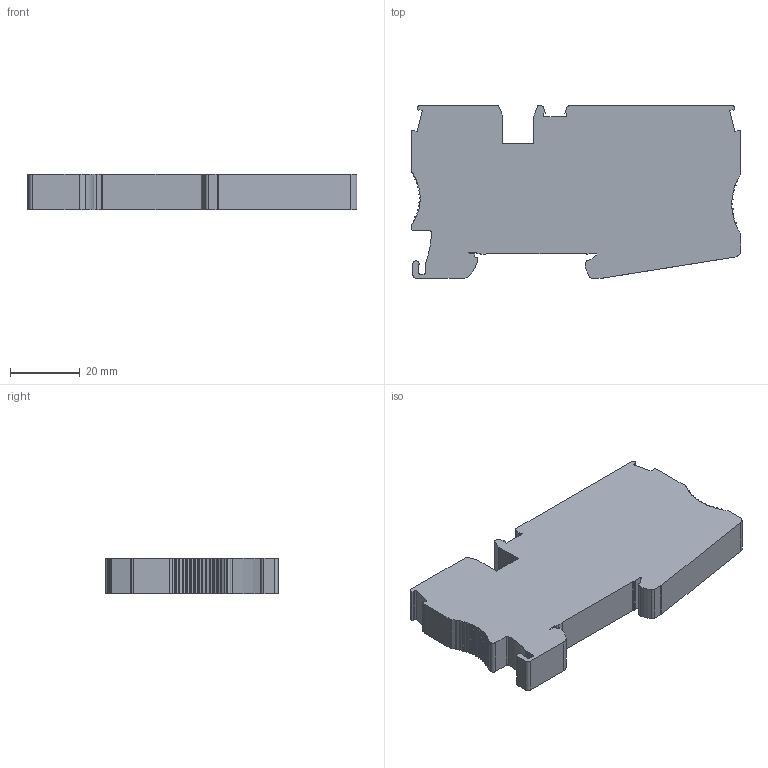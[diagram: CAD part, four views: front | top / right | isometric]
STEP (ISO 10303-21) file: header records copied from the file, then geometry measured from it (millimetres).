
FILE_DESCRIPTION((''),'2;1');
FILE_NAME('10JD1-2','2023-11-09T',('dell'),(''),'PRO/ENGINEER BY PARAMETRIC TECHNOLOGY CORPORATION, 2013230','PRO/ENGINEER BY PARAMETRIC TECHNOLOGY CORPORATION, 2013230','');
FILE_SCHEMA(('AUTOMOTIVE_DESIGN { 1 0 10303 214 1 1 1 1 }'));
Length unit declared in the file: millimetre
Products named in the file (1): 10JD1-2
Bounding box: 94.8 x 49.6 x 10.2 mm (x, y, z)
Volume: 40238.2 mm3; surface area: 12608.6 mm2
Topology: 1 solids, 1 shells, 247 faces, 702 edges, 468 vertices
Faces by surface type: plane 149, cylinder 98
Entity records: 8123 total; most frequent: CARTESIAN_POINT 1419, ORIENTED_EDGE 1404, DIRECTION 1392, EDGE_CURVE 702, VECTOR 506, LINE 506, VERTEX_POINT 468, AXIS2_PLACEMENT_3D 443
